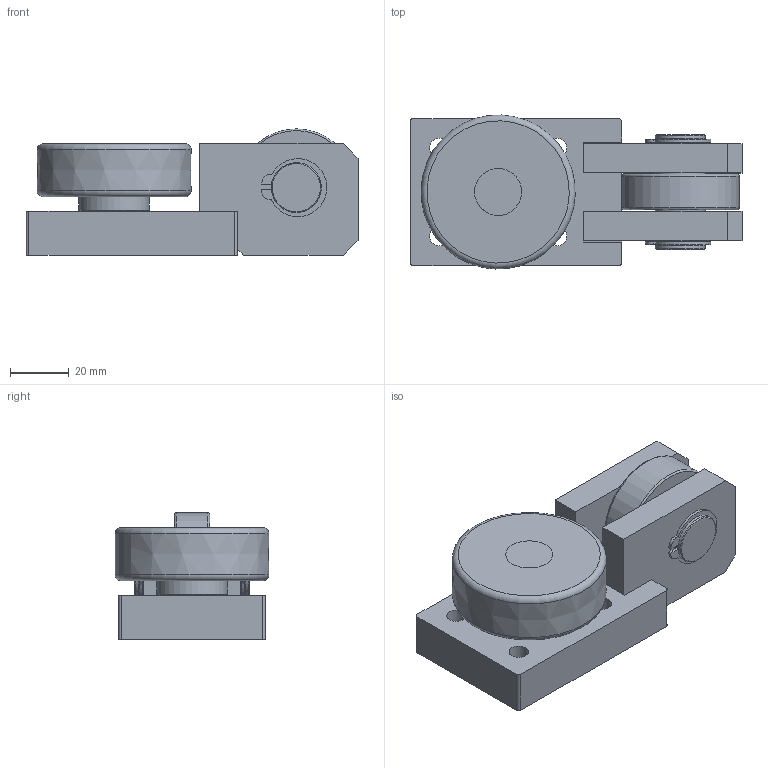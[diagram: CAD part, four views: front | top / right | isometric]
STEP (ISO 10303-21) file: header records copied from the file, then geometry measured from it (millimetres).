
FILE_DESCRIPTION(/* description */ ('-'),/* implementation_level */ '2;1');
FILE_NAME(/* name */ 'STR 050.4200.stp',/* time_stamp */ '2022-07-26T11:37:41+02:00',/* author */ ('hipp'),/* organization */ (''),/* preprocessor_version */ 'ST-DEVELOPER v18.1',/* originating_system */ 'Autodesk Inventor 2020',/* authorisation */ '');
FILE_SCHEMA (('AUTOMOTIVE_DESIGN { 1 0 10303 214 3 1 1 }'));
Length unit declared in the file: millimetre
Products named in the file (1): STR 050.4200_Kontur
Bounding box: 113 x 52.39 x 43 mm (x, y, z)
Volume: 161465.7 mm3; surface area: 41255.4 mm2
Topology: 10 solids, 10 shells, 116 faces, 290 edges, 202 vertices
Faces by surface type: plane 76, cylinder 27, cone 6, torus 6, bspline 1
Full cylindrical faces by diameter (mm): 6.647 x4, 16.2 x3, 17 x5, 20 x1, 24 x1, 40 x1
Entity records: 3745 total; most frequent: DIRECTION 635, CARTESIAN_POINT 635, ORIENTED_EDGE 580, EDGE_CURVE 290, AXIS2_PLACEMENT_3D 229, VERTEX_POINT 202, LINE 177, VECTOR 177
